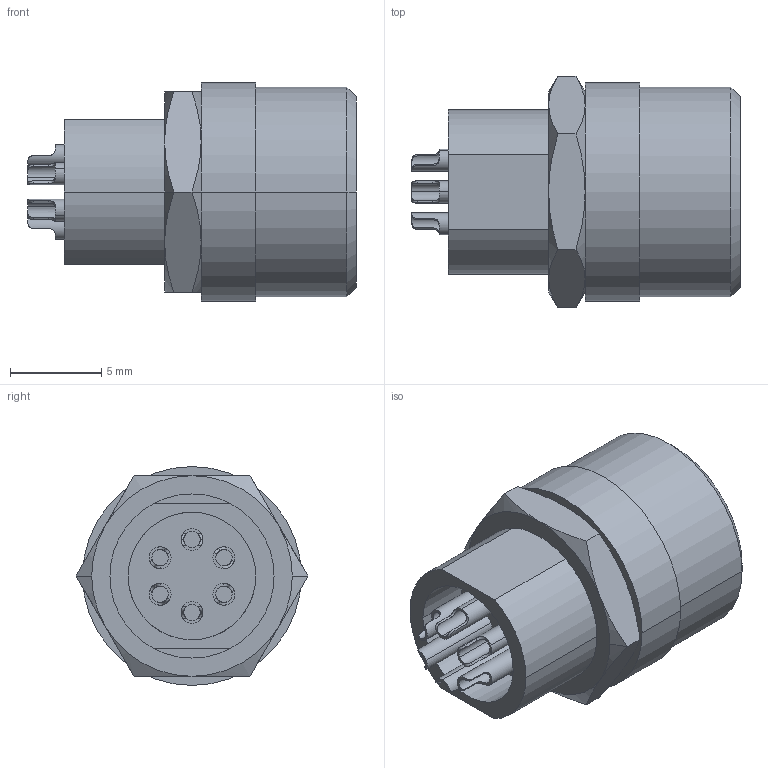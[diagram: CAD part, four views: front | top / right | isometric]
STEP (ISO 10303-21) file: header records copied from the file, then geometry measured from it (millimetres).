
FILE_DESCRIPTION(('CoCreate Modeling STEP Export'),'2;1');
FILE_NAME('SR30-10R-6S.stp','2012-10-15T15:40:18',(''),(''),'CoCreate Modeling STEP processor for AP214 (Solid Model)','CoCreate Modeling 17.0 01-Apr-2010 (C) Parametric Technology GmbH','');
FILE_SCHEMA(('AUTOMOTIVE_DESIGN { 1 0 10303 214 1 1 1 1 }'));
Length unit declared in the file: millimetre
Products named in the file (1): SR30-10R-6S
Bounding box: 18 x 12.7 x 12 mm (x, y, z)
Volume: 1169.5 mm3; surface area: 1434.1 mm2
Topology: 1 solids, 1 shells, 164 faces, 426 edges, 275 vertices
Faces by surface type: cylinder 78, plane 64, cone 20, torus 2
Entity records: 7520 total; most frequent: CARTESIAN_POINT 4047, ORIENTED_EDGE 852, DIRECTION 561, EDGE_CURVE 426, VERTEX_POINT 275, AXIS2_PLACEMENT_3D 191, VECTOR 179, LINE 179
